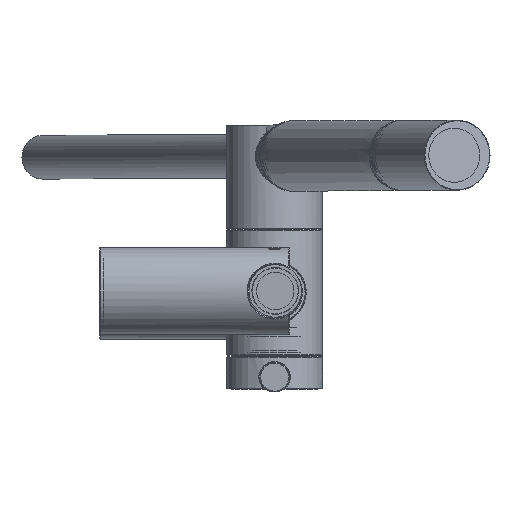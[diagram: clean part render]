
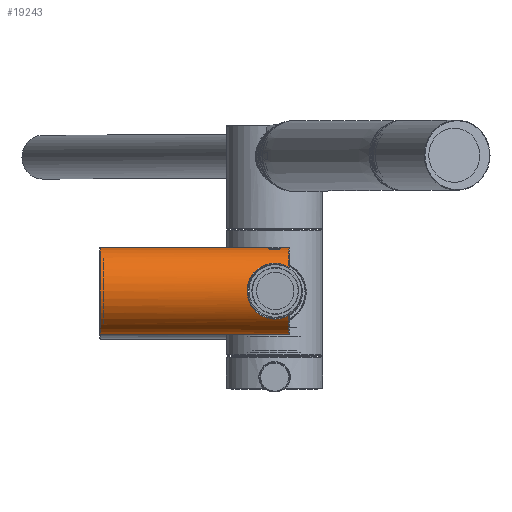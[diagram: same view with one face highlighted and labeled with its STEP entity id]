
A CAD part, top view. The second image highlights one B-rep face of the part: STEP entity #19243.
In plain terms, the highlighted cylindrical face has radius 15 mm (diameter 30 mm), a full revolution.
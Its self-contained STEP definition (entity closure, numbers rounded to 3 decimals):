
#3305=CIRCLE('',#20472,15.);
#3306=CIRCLE('',#20473,15.);
#3307=CIRCLE('',#20474,15.);
#3926=ORIENTED_EDGE('',*,*,#9136,.F.);
#3927=ORIENTED_EDGE('',*,*,#9137,.T.);
#3928=ORIENTED_EDGE('',*,*,#9138,.T.);
#3929=ORIENTED_EDGE('',*,*,#9139,.T.);
#3930=ORIENTED_EDGE('',*,*,#9140,.T.);
#3931=ORIENTED_EDGE('',*,*,#9141,.T.);
#9136=EDGE_CURVE('',#11741,#11741,#13476,.T.);
#9137=EDGE_CURVE('',#11742,#11743,#13477,.T.);
#9138=EDGE_CURVE('',#11743,#11744,#3305,.T.);
#9139=EDGE_CURVE('',#11744,#11745,#13478,.T.);
#9140=EDGE_CURVE('',#11745,#11742,#3306,.T.);
#9141=EDGE_CURVE('',#11746,#11746,#3307,.F.);
#11741=VERTEX_POINT('',#26704);
#11742=VERTEX_POINT('',#26724);
#11743=VERTEX_POINT('',#26725);
#11744=VERTEX_POINT('',#26727);
#11745=VERTEX_POINT('',#26747);
#11746=VERTEX_POINT('',#26750);
#13476=B_SPLINE_CURVE_WITH_KNOTS('',3,(#26692,#26693,#26694,#26695,#26696,
#26697,#26698,#26699,#26700,#26701,#26702,#26703),.UNSPECIFIED.,.T.,.F.,
(1,1,1,1,1,1,1,1,1,1,1,1,1,1,1,1),(-0.005,-0.004,
-0.002,0.,0.002,0.004,0.006,
0.008,0.01,0.011,0.012,
0.014,0.016,0.017,0.019,
0.021),.UNSPECIFIED.);
#13477=B_SPLINE_CURVE_WITH_KNOTS('',3,(#26705,#26706,#26707,#26708,#26709,
#26710,#26711,#26712,#26713,#26714,#26715,#26716,#26717,#26718,#26719,#26720,
#26721,#26722,#26723),.UNSPECIFIED.,.F.,.F.,(4,1,1,1,1,1,1,1,1,1,1,1,1,
1,1,1,4),(0.,0.003,0.005,0.008,
0.01,0.013,0.016,0.018,
0.021,0.023,0.026,0.029,
0.031,0.034,0.036,0.039,
0.041),.UNSPECIFIED.);
#13478=B_SPLINE_CURVE_WITH_KNOTS('',3,(#26728,#26729,#26730,#26731,#26732,
#26733,#26734,#26735,#26736,#26737,#26738,#26739,#26740,#26741,#26742,#26743,
#26744,#26745,#26746),.UNSPECIFIED.,.F.,.F.,(4,1,1,1,1,1,1,1,1,1,1,1,1,
1,1,1,4),(0.,0.003,0.005,0.008,
0.01,0.013,0.016,0.018,
0.021,0.023,0.026,0.029,
0.031,0.034,0.036,0.039,
0.042),.UNSPECIFIED.);
#14230=EDGE_LOOP('',(#3926));
#14231=EDGE_LOOP('',(#3927,#3928,#3929,#3930));
#14232=EDGE_LOOP('',(#3931));
#15702=FACE_BOUND('',#14230,.T.);
#15703=FACE_BOUND('',#14231,.T.);
#15704=FACE_BOUND('',#14232,.T.);
#17178=CYLINDRICAL_SURFACE('',#20471,15.);
#19243=ADVANCED_FACE('',(#15702,#15703,#15704),#17178,.T.);
#20471=AXIS2_PLACEMENT_3D('',#26691,#22208,#22209);
#20472=AXIS2_PLACEMENT_3D('',#26726,#22210,#22211);
#20473=AXIS2_PLACEMENT_3D('',#26748,#22212,#22213);
#20474=AXIS2_PLACEMENT_3D('',#26749,#22214,#22215);
#22208=DIRECTION('',(-1.,0.,0.));
#22209=DIRECTION('',(0.,0.,1.));
#22210=DIRECTION('',(-1.,0.,0.));
#22211=DIRECTION('',(0.,0.,1.));
#22212=DIRECTION('',(-1.,0.,0.));
#22213=DIRECTION('',(0.,0.,1.));
#22214=DIRECTION('',(-1.,0.,0.));
#22215=DIRECTION('',(0.,0.,1.));
#26691=CARTESIAN_POINT('',(65.,0.,0.));
#26692=CARTESIAN_POINT('',(60.045,-2.611,-14.767));
#26693=CARTESIAN_POINT('',(58.082,-1.942,-14.894));
#26694=CARTESIAN_POINT('',(57.125,-0.046,-15.051));
#26695=CARTESIAN_POINT('',(58.019,1.89,-14.903));
#26696=CARTESIAN_POINT('',(59.96,2.608,-14.766));
#26697=CARTESIAN_POINT('',(61.916,1.94,-14.895));
#26698=CARTESIAN_POINT('',(62.711,0.376,-15.023));
#26699=CARTESIAN_POINT('',(62.437,-0.934,-14.98));
#26700=CARTESIAN_POINT('',(61.656,-2.,-14.879));
#26701=CARTESIAN_POINT('',(60.045,-2.611,-14.767));
#26702=CARTESIAN_POINT('',(58.082,-1.942,-14.894));
#26703=CARTESIAN_POINT('',(57.125,-0.046,-15.051));
#26704=CARTESIAN_POINT('',(58.25,-1.737,-14.899));
#26705=CARTESIAN_POINT('',(64.8,12.527,8.25));
#26706=CARTESIAN_POINT('',(64.098,12.251,8.67));
#26707=CARTESIAN_POINT('',(62.587,11.756,9.329));
#26708=CARTESIAN_POINT('',(60.02,11.44,9.7));
#26709=CARTESIAN_POINT('',(57.439,11.748,9.339));
#26710=CARTESIAN_POINT('',(55.159,12.494,8.347));
#26711=CARTESIAN_POINT('',(53.249,13.393,6.848));
#26712=CARTESIAN_POINT('',(51.763,14.235,4.905));
#26713=CARTESIAN_POINT('',(50.789,14.844,2.604));
#26714=CARTESIAN_POINT('',(50.433,15.076,0.006));
#26715=CARTESIAN_POINT('',(50.777,14.852,-2.554));
#26716=CARTESIAN_POINT('',(51.75,14.242,-4.888));
#26717=CARTESIAN_POINT('',(53.24,13.398,-6.839));
#26718=CARTESIAN_POINT('',(55.148,12.498,-8.34));
#26719=CARTESIAN_POINT('',(57.428,11.751,-9.335));
#26720=CARTESIAN_POINT('',(60.003,11.441,-9.699));
#26721=CARTESIAN_POINT('',(62.572,11.751,-9.335));
#26722=CARTESIAN_POINT('',(64.096,12.25,-8.671));
#26723=CARTESIAN_POINT('',(64.8,12.527,-8.25));
#26724=CARTESIAN_POINT('',(64.8,12.527,8.25));
#26725=CARTESIAN_POINT('',(64.8,12.527,-8.25));
#26726=CARTESIAN_POINT('',(64.8,0.,0.));
#26727=CARTESIAN_POINT('',(64.8,-12.527,-8.25));
#26728=CARTESIAN_POINT('',(64.8,-12.527,-8.25));
#26729=CARTESIAN_POINT('',(64.096,-12.25,-8.671));
#26730=CARTESIAN_POINT('',(62.571,-11.751,-9.335));
#26731=CARTESIAN_POINT('',(60.002,-11.441,-9.699));
#26732=CARTESIAN_POINT('',(57.427,-11.751,-9.335));
#26733=CARTESIAN_POINT('',(55.147,-12.498,-8.34));
#26734=CARTESIAN_POINT('',(53.239,-13.398,-6.838));
#26735=CARTESIAN_POINT('',(51.75,-14.243,-4.888));
#26736=CARTESIAN_POINT('',(50.777,-14.852,-2.553));
#26737=CARTESIAN_POINT('',(50.433,-15.076,0.007));
#26738=CARTESIAN_POINT('',(50.79,-14.843,2.605));
#26739=CARTESIAN_POINT('',(51.764,-14.234,4.906));
#26740=CARTESIAN_POINT('',(53.25,-13.392,6.849));
#26741=CARTESIAN_POINT('',(55.16,-12.493,8.348));
#26742=CARTESIAN_POINT('',(57.444,-11.748,9.339));
#26743=CARTESIAN_POINT('',(60.015,-11.44,9.699));
#26744=CARTESIAN_POINT('',(62.587,-11.755,9.33));
#26745=CARTESIAN_POINT('',(64.097,-12.251,8.67));
#26746=CARTESIAN_POINT('',(64.8,-12.527,8.25));
#26747=CARTESIAN_POINT('',(64.8,-12.527,8.25));
#26748=CARTESIAN_POINT('',(64.8,0.,0.));
#26749=CARTESIAN_POINT('',(0.2,0.,0.));
#26750=CARTESIAN_POINT('',(0.2,0.,15.));
